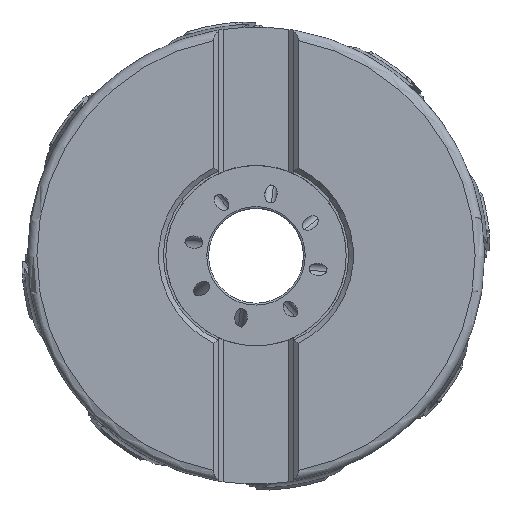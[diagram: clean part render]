
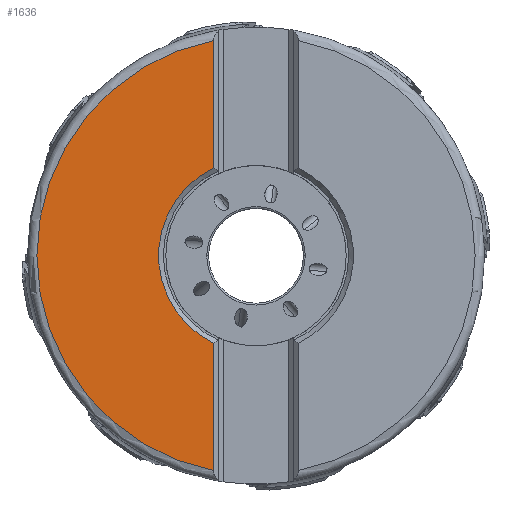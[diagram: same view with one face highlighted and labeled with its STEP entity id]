
A CAD part, top view. The second image highlights one B-rep face of the part: STEP entity #1636.
In plain terms, the highlighted planar face has unit normal (0, 0, 1).
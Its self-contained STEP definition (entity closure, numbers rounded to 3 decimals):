
#1636=ADVANCED_FACE('',(#2504),#2347,.T.);
#2347=PLANE('',#13784);
#2504=FACE_OUTER_BOUND('',#3186,.T.);
#3186=EDGE_LOOP('',(#4782,#4783,#4784,#4785));
#3934=LINE('',#19131,#4358);
#3935=LINE('',#19135,#4359);
#4358=VECTOR('',#15461,1.);
#4359=VECTOR('',#15464,1.);
#4782=ORIENTED_EDGE('',*,*,#10557,.T.);
#4783=ORIENTED_EDGE('',*,*,#10558,.F.);
#4784=ORIENTED_EDGE('',*,*,#10559,.T.);
#4785=ORIENTED_EDGE('',*,*,#10560,.F.);
#9092=VERTEX_POINT('',#19129);
#9093=VERTEX_POINT('',#19130);
#9094=VERTEX_POINT('',#19132);
#9095=VERTEX_POINT('',#19134);
#10557=EDGE_CURVE('',#9092,#9093,#12712,.T.);
#10558=EDGE_CURVE('',#9094,#9093,#3934,.T.);
#10559=EDGE_CURVE('',#9094,#9095,#12713,.T.);
#10560=EDGE_CURVE('',#9092,#9095,#3935,.T.);
#12712=CIRCLE('',#13782,46.25);
#12713=CIRCLE('',#13783,20.55);
#13782=AXIS2_PLACEMENT_3D('',#19128,#15459,#15460);
#13783=AXIS2_PLACEMENT_3D('',#19133,#15462,#15463);
#13784=AXIS2_PLACEMENT_3D('',#19136,#15465,#15466);
#15459=DIRECTION('',(0.,0.,1.));
#15460=DIRECTION('',(-0.193,0.981,0.));
#15461=DIRECTION('',(0.,-1.,0.));
#15462=DIRECTION('',(0.,0.,-1.));
#15463=DIRECTION('',(-0.435,-0.9,0.));
#15464=DIRECTION('',(0.,-1.,0.));
#15465=DIRECTION('',(0.,0.,1.));
#15466=DIRECTION('',(1.,0.,0.));
#19128=CARTESIAN_POINT('',(0.,0.,0.));
#19129=CARTESIAN_POINT('',(-8.938,45.378,0.));
#19130=CARTESIAN_POINT('',(-8.938,-45.378,0.));
#19131=CARTESIAN_POINT('',(-8.938,-18.505,0.));
#19132=CARTESIAN_POINT('',(-8.938,-18.505,0.));
#19133=CARTESIAN_POINT('',(0.,0.,0.));
#19134=CARTESIAN_POINT('',(-8.938,18.505,0.));
#19135=CARTESIAN_POINT('',(-8.938,45.378,0.));
#19136=CARTESIAN_POINT('',(27.663,0.,0.));
